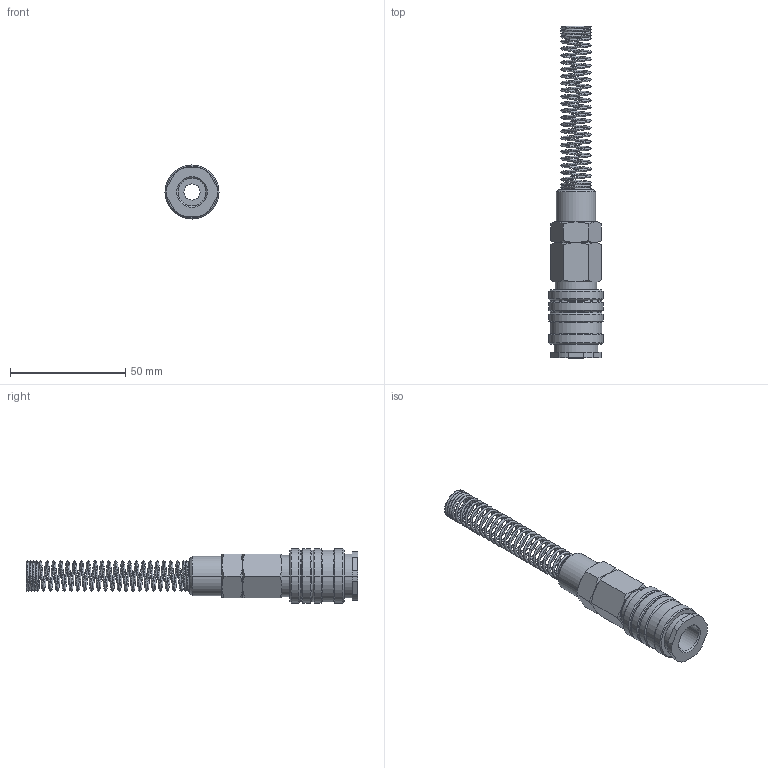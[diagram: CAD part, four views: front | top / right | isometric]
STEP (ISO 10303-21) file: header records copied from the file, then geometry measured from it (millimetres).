
FILE_DESCRIPTION(('STEP AP214'),'1');
FILE_NAME('esi_812_tqfo.stp','2020-03-05T08:54:09',('TraceParts'),('TraceParts S.A.'),'Spatial InterOp 3D',' ',' ');
FILE_SCHEMA(('automotive_design'));
Length unit declared in the file: millimetre
Products named in the file (1): 1
Bounding box: 23.5 x 144 x 23.5 mm (x, y, z)
Volume: 20508.7 mm3; surface area: 11192.8 mm2
Topology: 1 solids, 1 shells, 117 faces, 254 edges, 148 vertices
Faces by surface type: cone 52, cylinder 34, plane 29, bspline 2
Entity records: 35436 total; most frequent: CARTESIAN_POINT 32018, DIRECTION 540, ORIENTED_EDGE 508, EDGE_CURVE 254, AXIS2_PLACEMENT_3D 224, VERTEX_POINT 148, EDGE_LOOP 128, STYLED_ITEM 117
